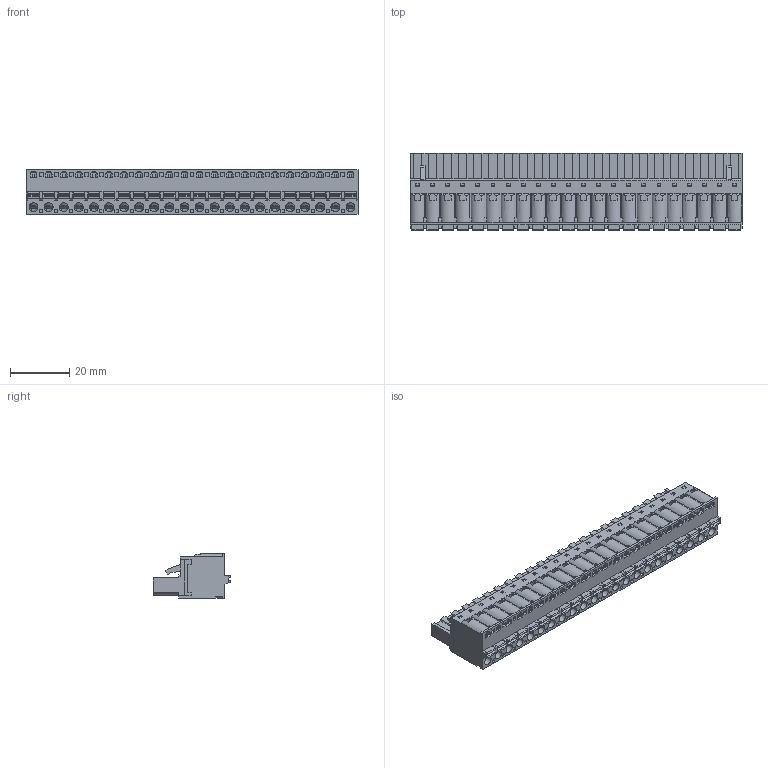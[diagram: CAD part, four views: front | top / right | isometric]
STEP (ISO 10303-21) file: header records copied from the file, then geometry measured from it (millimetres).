
FILE_DESCRIPTION(/* description */ ('Unknown'),/* implementation_level */ '2;1');
FILE_NAME(/* name */ '691353500022',/* time_stamp */ '2022-01-18T15:41:00+01:00',/* author */ ('Unknown'),/* organization */ ('Unknown'),/* preprocessor_version */ 'ST-DEVELOPER v16.7',/* originating_system */ 'Solid Edge',/* authorisation */ 'Unknown');
FILE_SCHEMA (('AUTOMOTIVE_DESIGN {1 0 10303 214 3 1 1}'));
Products named in the file (6): 6913535000xx; 691353500022; 691353500022_BAS; 6913535000xx_LANGUETTE; 6913535000xx_PIN; 6913535000xx_BOUTON
Assembly tree (68 placements, depth 2):
  6913535000xx
    691353500022
    691353500022_BAS
    6913535000xx_LANGUETTE  x22
    6913535000xx_PIN  x22
    6913535000xx_BOUTON  x22
Bounding box: 111.76 x 26.05 x 15 mm (x, y, z)
Volume: 17613.5 mm3; surface area: 43543 mm2
Topology: 68 solids, 68 shells, 5964 faces, 17037 edges, 11102 vertices
Faces by surface type: plane 4614, cylinder 1262, bspline 66, cone 22
Full cylindrical faces by diameter (mm): 1.5 x22, 3 x22
Entity records: 99318 total; most frequent: CARTESIAN_POINT 20206, ORIENTED_EDGE 17010, DIRECTION 15349, EDGE_CURVE 8505, LINE 7451, VECTOR 7451, VERTEX_POINT 5598, AXIS2_PLACEMENT_3D 3949
